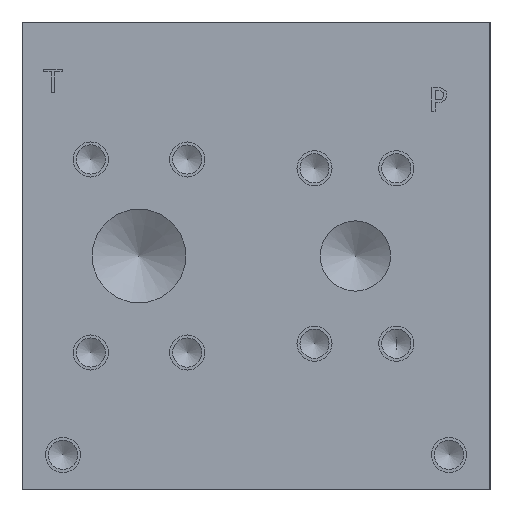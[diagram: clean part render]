
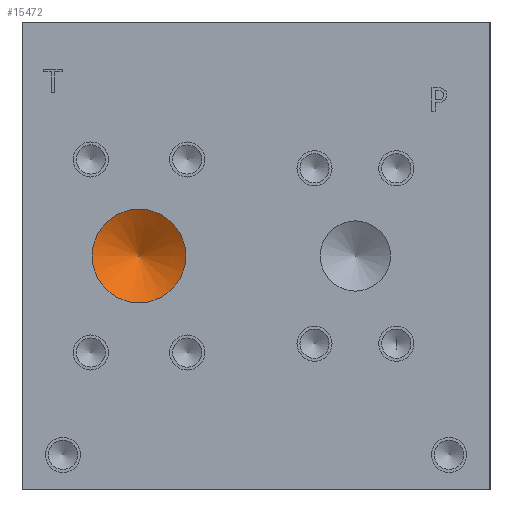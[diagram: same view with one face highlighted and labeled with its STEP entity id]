
A CAD part, left-side view. The second image highlights one B-rep face of the part: STEP entity #15472.
In plain terms, the highlighted conical face has half-angle 60 degrees and reference radius 6.35 mm.
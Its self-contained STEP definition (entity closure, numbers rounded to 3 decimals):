
#176=CONICAL_SURFACE('',#16349,6.35,1.047);
#451=CIRCLE('',#16350,12.7);
#452=CIRCLE('',#16351,12.7);
#1960=FACE_OUTER_BOUND('',#2897,.T.);
#2897=EDGE_LOOP('',(#13212,#13213,#13214,#13215));
#4335=LINE('',#26147,#5669);
#5669=VECTOR('',#19342,6.35);
#7357=VERTEX_POINT('',#26143);
#7358=VERTEX_POINT('',#26144);
#7359=VERTEX_POINT('',#26146);
#9419=EDGE_CURVE('',#7357,#7358,#451,.T.);
#9420=EDGE_CURVE('',#7358,#7359,#4335,.T.);
#9421=EDGE_CURVE('',#7358,#7357,#452,.T.);
#13212=ORIENTED_EDGE('',*,*,#9419,.T.);
#13213=ORIENTED_EDGE('',*,*,#9420,.T.);
#13214=ORIENTED_EDGE('',*,*,#9420,.F.);
#13215=ORIENTED_EDGE('',*,*,#9421,.T.);
#15472=ADVANCED_FACE('',(#1960),#176,.F.);
#16349=AXIS2_PLACEMENT_3D('',#26142,#19338,#19339);
#16350=AXIS2_PLACEMENT_3D('',#26145,#19340,#19341);
#16351=AXIS2_PLACEMENT_3D('',#26148,#19343,#19344);
#19338=DIRECTION('center_axis',(-1.,0.,0.));
#19339=DIRECTION('ref_axis',(0.,1.,0.));
#19340=DIRECTION('center_axis',(-1.,0.,0.));
#19341=DIRECTION('ref_axis',(0.,1.,0.));
#19342=DIRECTION('',(0.5,0.866,0.));
#19343=DIRECTION('center_axis',(-1.,0.,0.));
#19344=DIRECTION('ref_axis',(0.,1.,0.));
#26142=CARTESIAN_POINT('Origin',(10.999,95.25,63.5));
#26143=CARTESIAN_POINT('',(7.332,107.95,63.5));
#26144=CARTESIAN_POINT('',(7.332,82.55,63.5));
#26145=CARTESIAN_POINT('Origin',(7.332,95.25,63.5));
#26146=CARTESIAN_POINT('',(14.665,95.25,63.5));
#26147=CARTESIAN_POINT('',(10.999,88.9,63.5));
#26148=CARTESIAN_POINT('Origin',(7.332,95.25,63.5));
